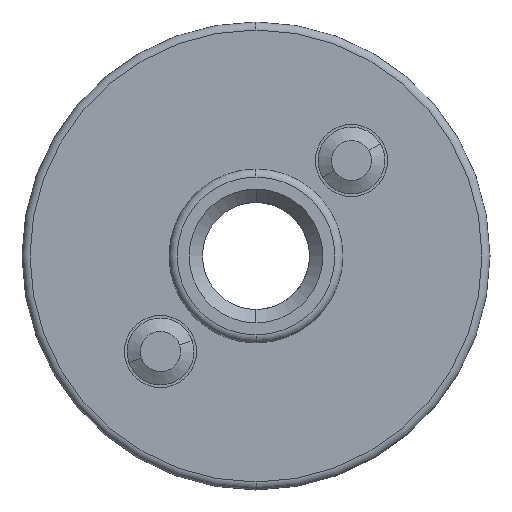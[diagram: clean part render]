
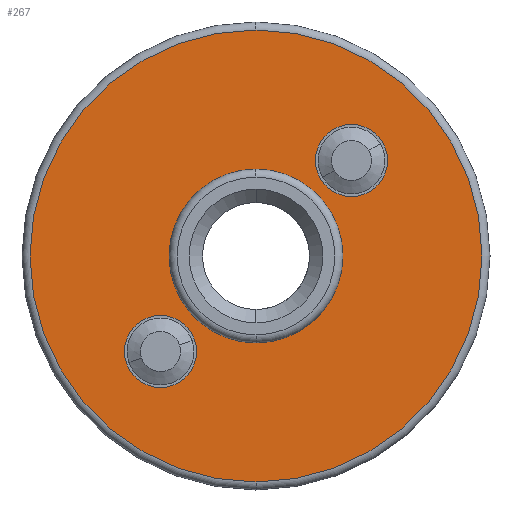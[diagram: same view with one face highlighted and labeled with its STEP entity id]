
A CAD part, left-side view. The second image highlights one B-rep face of the part: STEP entity #267.
In plain terms, the highlighted planar face has unit normal (-1, 0, 0).
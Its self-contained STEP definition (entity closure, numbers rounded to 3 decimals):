
#3 = AXIS2_PLACEMENT_3D ( 'NONE', #1407, #1127, #1410 ) ;
#81 = EDGE_CURVE ( 'NONE', #628, #588, #2358, .T. ) ;
#100 = EDGE_CURVE ( 'NONE', #329, #448, #2228, .T. ) ;
#134 = EDGE_CURVE ( 'NONE', #477, #776, #2034, .T. ) ;
#163 = EDGE_CURVE ( 'NONE', #881, #695, #2204, .T. ) ;
#174 = EDGE_CURVE ( 'NONE', #695, #881, #2043, .T. ) ;
#176 = EDGE_CURVE ( 'NONE', #776, #477, #2089, .T. ) ;
#177 = EDGE_CURVE ( 'NONE', #448, #329, #2185, .T. ) ;
#178 = EDGE_CURVE ( 'NONE', #588, #628, #2057, .T. ) ;
#267 = ADVANCED_FACE ( 'NONE', ( #1927, #1892, #1873, #1968 ), #1129, .F. ) ;
#329 = VERTEX_POINT ( 'NONE', #1763 ) ;
#330 = EDGE_LOOP ( 'NONE', ( #721, #622 ) ) ;
#353 = EDGE_LOOP ( 'NONE', ( #749, #859 ) ) ;
#417 = ORIENTED_EDGE ( 'NONE', *, *, #174, .F. ) ;
#448 = VERTEX_POINT ( 'NONE', #1755 ) ;
#477 = VERTEX_POINT ( 'NONE', #1746 ) ;
#488 = EDGE_LOOP ( 'NONE', ( #819, #417 ) ) ;
#588 = VERTEX_POINT ( 'NONE', #1737 ) ;
#622 = ORIENTED_EDGE ( 'NONE', *, *, #100, .T. ) ;
#628 = VERTEX_POINT ( 'NONE', #1716 ) ;
#695 = VERTEX_POINT ( 'NONE', #1684 ) ;
#721 = ORIENTED_EDGE ( 'NONE', *, *, #177, .T. ) ;
#749 = ORIENTED_EDGE ( 'NONE', *, *, #176, .T. ) ;
#763 = EDGE_LOOP ( 'NONE', ( #893, #869 ) ) ;
#776 = VERTEX_POINT ( 'NONE', #1660 ) ;
#819 = ORIENTED_EDGE ( 'NONE', *, *, #163, .F. ) ;
#859 = ORIENTED_EDGE ( 'NONE', *, *, #134, .T. ) ;
#869 = ORIENTED_EDGE ( 'NONE', *, *, #81, .T. ) ;
#881 = VERTEX_POINT ( 'NONE', #1638 ) ;
#893 = ORIENTED_EDGE ( 'NONE', *, *, #178, .T. ) ;
#1127 = DIRECTION ( 'NONE',  ( 1., 0., 0. ) ) ;
#1129 = PLANE ( 'NONE',  #3 ) ;
#1407 = CARTESIAN_POINT ( 'NONE',  ( -5.329, 3.021, -3.25 ) ) ;
#1410 = DIRECTION ( 'NONE',  ( 0., 0., -1. ) ) ;
#1421 = DIRECTION ( 'NONE',  ( 0., 0., -1. ) ) ;
#1422 = DIRECTION ( 'NONE',  ( 1., 0., 0. ) ) ;
#1423 = CARTESIAN_POINT ( 'NONE',  ( -5.329, -0.549, 3.571 ) ) ;
#1424 = DIRECTION ( 'NONE',  ( 0., 0., -1. ) ) ;
#1425 = DIRECTION ( 'NONE',  ( 1., 0., 0. ) ) ;
#1426 = CARTESIAN_POINT ( 'NONE',  ( -5.329, 6.592, -3.571 ) ) ;
#1427 = DIRECTION ( 'NONE',  ( 0., 0., -1. ) ) ;
#1428 = DIRECTION ( 'NONE',  ( -1., 0., 0. ) ) ;
#1429 = CARTESIAN_POINT ( 'NONE',  ( -5.329, 3.021, 0. ) ) ;
#1435 = DIRECTION ( 'NONE',  ( 0., 0., 1. ) ) ;
#1436 = DIRECTION ( 'NONE',  ( -1., 0., 0. ) ) ;
#1437 = CARTESIAN_POINT ( 'NONE',  ( -5.329, 3.021, 0. ) ) ;
#1466 = DIRECTION ( 'NONE',  ( 0., 0., 1. ) ) ;
#1467 = DIRECTION ( 'NONE',  ( -1., 0., 0. ) ) ;
#1468 = CARTESIAN_POINT ( 'NONE',  ( -5.329, 3.021, 0. ) ) ;
#1562 = DIRECTION ( 'NONE',  ( 0., 0., -1. ) ) ;
#1563 = DIRECTION ( 'NONE',  ( -1., 0., 0. ) ) ;
#1564 = CARTESIAN_POINT ( 'NONE',  ( -5.329, 3.021, 0. ) ) ;
#1638 = CARTESIAN_POINT ( 'NONE',  ( -5.329, 3.021, 3.25 ) ) ;
#1660 = CARTESIAN_POINT ( 'NONE',  ( -5.329, 3.021, -8.45 ) ) ;
#1684 = CARTESIAN_POINT ( 'NONE',  ( -5.329, 3.021, -3.25 ) ) ;
#1716 = CARTESIAN_POINT ( 'NONE',  ( -5.329, -0.549, 4.921 ) ) ;
#1737 = CARTESIAN_POINT ( 'NONE',  ( -5.329, -0.549, 2.221 ) ) ;
#1746 = CARTESIAN_POINT ( 'NONE',  ( -5.329, 3.021, 8.45 ) ) ;
#1755 = CARTESIAN_POINT ( 'NONE',  ( -5.329, 6.592, -4.921 ) ) ;
#1763 = CARTESIAN_POINT ( 'NONE',  ( -5.329, 6.592, -2.221 ) ) ;
#1873 = FACE_BOUND ( 'NONE', #763, .T. ) ;
#1892 = FACE_BOUND ( 'NONE', #330, .T. ) ;
#1927 = FACE_OUTER_BOUND ( 'NONE', #353, .T. ) ;
#1968 = FACE_BOUND ( 'NONE', #488, .T. ) ;
#2034 = CIRCLE ( 'NONE', #2198, 8.45 ) ;
#2035 = AXIS2_PLACEMENT_3D ( 'NONE', #1437, #1436, #1435 ) ;
#2043 = CIRCLE ( 'NONE', #2035, 3.25 ) ;
#2057 = CIRCLE ( 'NONE', #2179, 1.35 ) ;
#2089 = CIRCLE ( 'NONE', #2193, 8.45 ) ;
#2179 = AXIS2_PLACEMENT_3D ( 'NONE', #1423, #1422, #1421 ) ;
#2185 = CIRCLE ( 'NONE', #2190, 1.35 ) ;
#2190 = AXIS2_PLACEMENT_3D ( 'NONE', #1426, #1425, #1424 ) ;
#2193 = AXIS2_PLACEMENT_3D ( 'NONE', #1429, #1428, #1427 ) ;
#2198 = AXIS2_PLACEMENT_3D ( 'NONE', #1564, #1563, #1562 ) ;
#2204 = CIRCLE ( 'NONE', #2206, 3.25 ) ;
#2206 = AXIS2_PLACEMENT_3D ( 'NONE', #1468, #1467, #1466 ) ;
#2228 = CIRCLE ( 'NONE', #2261, 1.35 ) ;
#2261 = AXIS2_PLACEMENT_3D ( 'NONE', #2713, #2709, #2702 ) ;
#2343 = AXIS2_PLACEMENT_3D ( 'NONE', #2500, #2499, #2498 ) ;
#2358 = CIRCLE ( 'NONE', #2343, 1.35 ) ;
#2498 = DIRECTION ( 'NONE',  ( 0., 0., -1. ) ) ;
#2499 = DIRECTION ( 'NONE',  ( 1., 0., 0. ) ) ;
#2500 = CARTESIAN_POINT ( 'NONE',  ( -5.329, -0.549, 3.571 ) ) ;
#2702 = DIRECTION ( 'NONE',  ( 0., 0., -1. ) ) ;
#2709 = DIRECTION ( 'NONE',  ( 1., 0., 0. ) ) ;
#2713 = CARTESIAN_POINT ( 'NONE',  ( -5.329, 6.592, -3.571 ) ) ;
